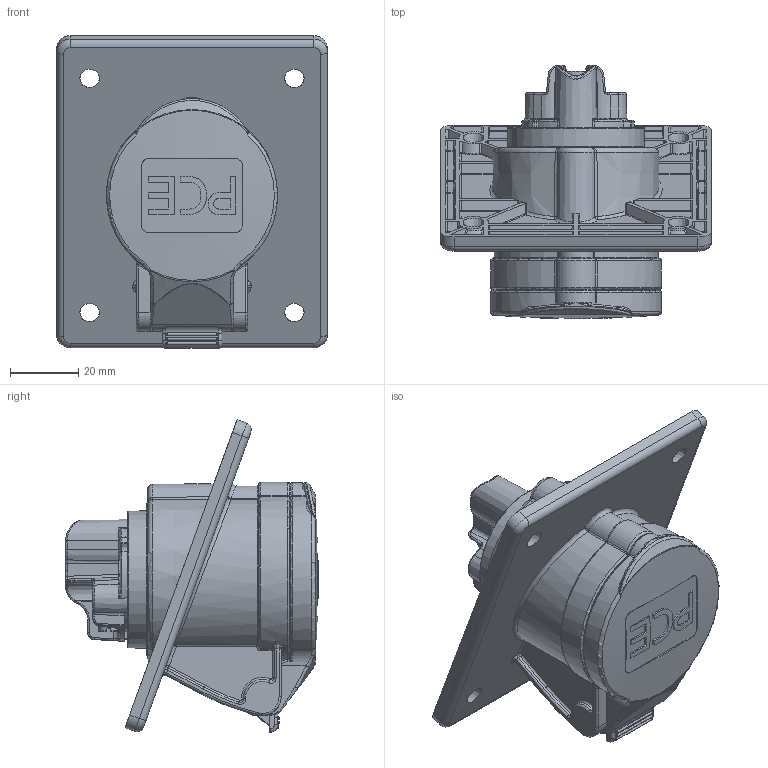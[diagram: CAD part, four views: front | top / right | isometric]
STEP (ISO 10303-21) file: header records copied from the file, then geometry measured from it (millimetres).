
FILE_DESCRIPTION (( 'STEP AP203' ), '1' );
FILE_NAME ('413-6f8.STEP', '2017-12-06T15:43:02', ( '' ), ( '' ), 'SwSTEP 2.0', 'SolidWorks 2016', '' );
FILE_SCHEMA (( 'CONFIG_CONTROL_DESIGN' ));
Length unit declared in the file: millimetre
Products named in the file (1): 413-6f8
Bounding box: 79.4 x 74.19 x 91.66 mm (x, y, z)
Volume: 137125.4 mm3; surface area: 36463.3 mm2
Topology: 1 solids, 1 shells, 1941 faces, 4789 edges, 2891 vertices
Faces by surface type: bspline 684, plane 601, cylinder 422, torus 114, cone 86, sphere 34
Full cylindrical faces by diameter (mm): 3.4 x4, 4 x2, 4.7 x1, 6.5 x1, 7 x2, 9 x1
Entity records: 81710 total; most frequent: CARTESIAN_POINT 42579, ORIENTED_EDGE 9356, DIRECTION 6337, EDGE_CURVE 4678, VERTEX_POINT 2864, AXIS2_PLACEMENT_3D 2370, EDGE_LOOP 2080, FACE_OUTER_BOUND 1955
